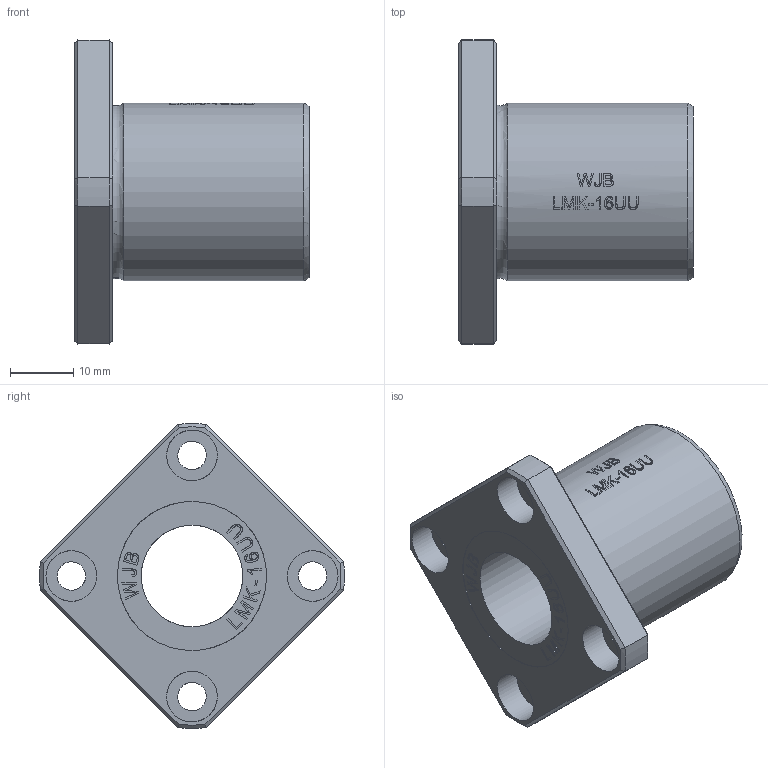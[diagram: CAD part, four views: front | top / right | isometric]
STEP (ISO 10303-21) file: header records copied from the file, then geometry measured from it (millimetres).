
FILE_DESCRIPTION(/* description */ (''),/* implementation_level */ '2;1');
FILE_NAME(/* name */ 'WJB-LMK-16UU.stp',/* time_stamp */ '2018-09-08T12:38:13+08:00',/* author */ (''),/* organization */ (''),/* preprocessor_version */ 'ST-DEVELOPER v11',/* originating_system */ 'SIEMENS UGS NX 6.0',/* authorisation */ '');
FILE_SCHEMA (('CONFIG_CONTROL_DESIGN'));
Length unit declared in the file: millimetre
Products named in the file (1): WJB-LMK-16UU
Bounding box: 37 x 47.98 x 47.98 mm (x, y, z)
Volume: 18617.7 mm3; surface area: 8077.7 mm2
Topology: 1 solids, 1 shells, 353 faces, 916 edges, 614 vertices
Faces by surface type: plane 223, extrusion 90, cylinder 30, cone 8, torus 2
Full cylindrical faces by diameter (mm): 4.5 x4, 8 x4, 16 x1, 23.5 x2, 28 x1
Entity records: 13898 total; most frequent: CARTESIAN_POINT 5882, ORIENTED_EDGE 1804, DIRECTION 1196, EDGE_CURVE 902, VERTEX_POINT 614, VECTOR 524, B_SPLINE_CURVE_WITH_KNOTS 486, LINE 434
